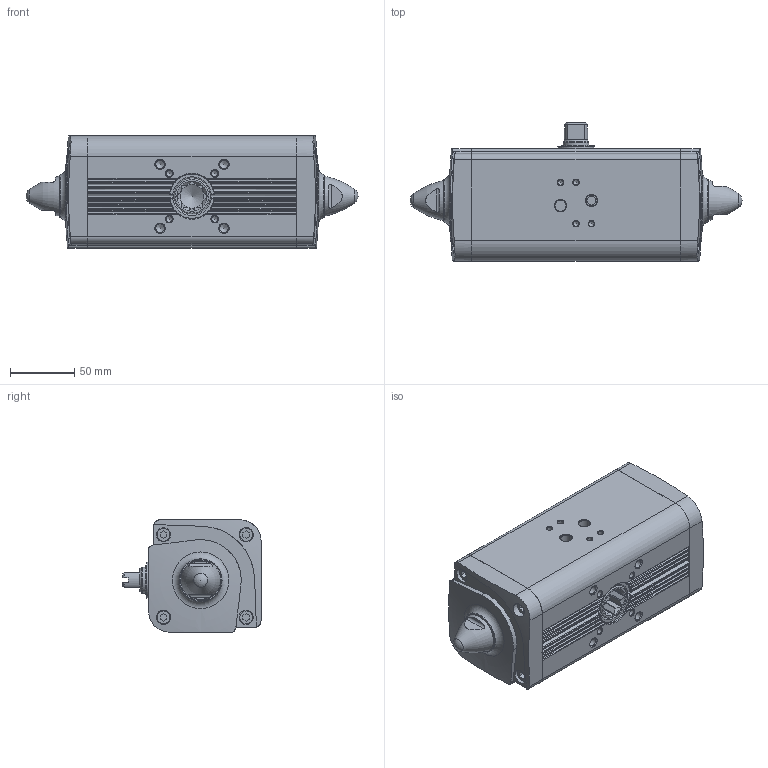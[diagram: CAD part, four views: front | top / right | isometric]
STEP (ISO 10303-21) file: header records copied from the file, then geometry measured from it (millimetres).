
FILE_DESCRIPTION(/* description */ ('Unknown'),/* implementation_level */ '2;1');
FILE_NAME(/* name */ 'DA10',/* time_stamp */ '2022-08-11T12:59:08+02:00',/* author */ ('Unknown'),/* organization */ ('Unknown'),/* preprocessor_version */ 'ST-DEVELOPER v16.7',/* originating_system */ 'Solid Edge',/* authorisation */ 'Unknown');
FILE_SCHEMA (('AUTOMOTIVE_DESIGN {1 0 10303 214 3 1 1}'));
Length unit declared in the file: millimetre
Products named in the file (2): DA_180; _DAN0120411S_new
Assembly tree (1 placements, depth 2):
  DA_180
    _DAN0120411S_new
Bounding box: 257.4 x 107 x 87 mm (x, y, z)
Volume: 1412415.2 mm3; surface area: 123902.1 mm2
Topology: 1 solids, 1 shells, 449 faces, 1165 edges, 761 vertices
Faces by surface type: plane 207, cylinder 135, cone 65, torus 40, sphere 2
Full cylindrical faces by diameter (mm): 2 x2, 4.134 x8, 4.917 x5, 6.647 x4, 7 x1, 8.566 x2, 10 x8, 20 x1, 24 x1, 28 x3, 29 x1, 32.44 x2
Entity records: 16420 total; most frequent: CARTESIAN_POINT 2969, DIRECTION 2078, ORIENTED_EDGE 2020, EDGE_CURVE 1010, AXIS2_PLACEMENT_3D 803, VERTEX_POINT 734, FACE_BOUND 620, EDGE_LOOP 602
